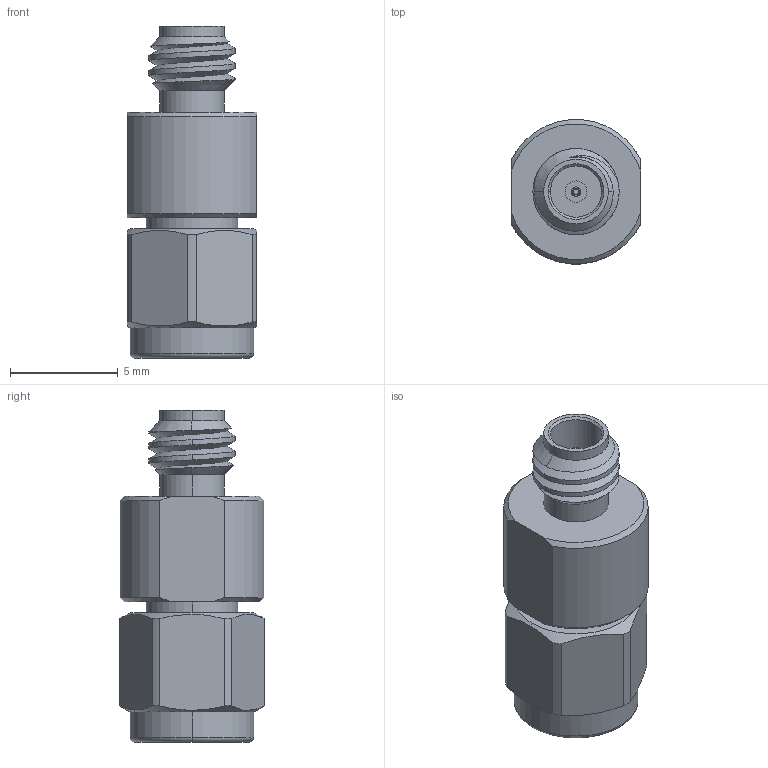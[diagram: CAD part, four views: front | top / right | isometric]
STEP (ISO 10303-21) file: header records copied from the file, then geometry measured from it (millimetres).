
FILE_DESCRIPTION (( 'STEP AP214' ), '1' );
FILE_NAME ('CA-1-LN1.STEP', '2023-02-21T20:55:50', ( '' ), ( '' ), 'SwSTEP 2.0', 'SolidWorks 2021', '' );
FILE_SCHEMA (( 'AUTOMOTIVE_DESIGN' ));
Length unit declared in the file: inch
Products named in the file (1): CA-1-LN1
Bounding box: 6 x 6.7 x 15.4 mm (x, y, z)
Volume: 354.1 mm3; surface area: 491.4 mm2
Topology: 2 solids, 2 shells, 98 faces, 234 edges, 150 vertices
Faces by surface type: cylinder 40, plane 30, cone 24, torus 2, bspline 2
Entity records: 3698 total; most frequent: CARTESIAN_POINT 1394, DIRECTION 479, ORIENTED_EDGE 468, EDGE_CURVE 234, AXIS2_PLACEMENT_3D 197, VERTEX_POINT 150, EDGE_LOOP 108, CIRCLE 100
